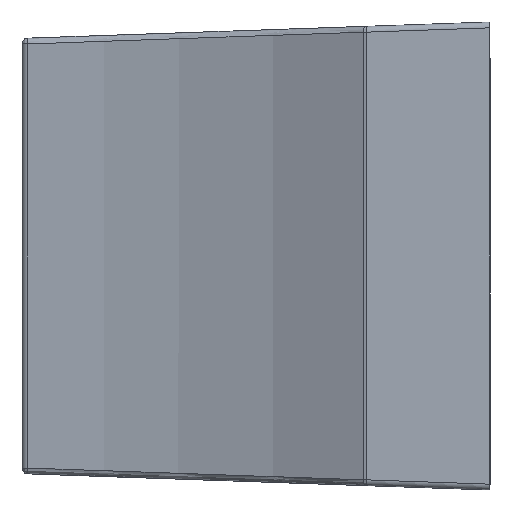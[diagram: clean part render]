
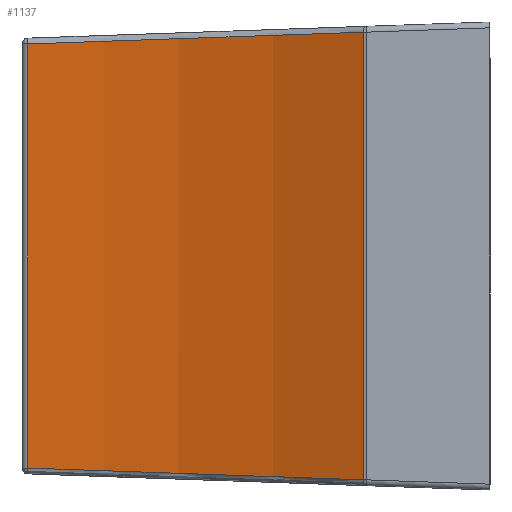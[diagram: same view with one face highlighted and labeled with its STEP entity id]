
A CAD part, left-side view. The second image highlights one B-rep face of the part: STEP entity #1137.
In plain terms, the highlighted cylindrical face has radius 20.5 mm (diameter 41 mm), a partial arc.
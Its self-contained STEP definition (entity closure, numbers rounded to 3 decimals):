
#494 = VERTEX_POINT('',#495);
#495 = CARTESIAN_POINT('',(-4.866,3.248,
    -5.739));
#547 = EDGE_CURVE('',#494,#548,#550,.T.);
#548 = VERTEX_POINT('',#549);
#549 = CARTESIAN_POINT('',(-2.506,11.857,
    -5.436));
#550 = ( BOUNDED_CURVE() B_SPLINE_CURVE(3,(#551,#552,#553,#554,#555,#556
    ,#557,#558,#559,#560,#561,#562,#563,#564,#565),.UNSPECIFIED.,.F.,.F.
) B_SPLINE_CURVE_WITH_KNOTS((4,1,1,1,1,1,1,1,1,1,1,1,4),(0.,
    0.114,0.215,0.308,0.395,
    0.48,0.564,0.648,0.733,
    0.819,0.907,0.998,1.),.UNSPECIFIED.) 
CURVE() GEOMETRIC_REPRESENTATION_ITEM() RATIONAL_B_SPLINE_CURVE((
    1.171,1.171,1.171,1.171,
    1.171,1.171,1.171,1.171,
    1.171,1.171,1.171,1.171,
1.171,1.171,1.171)) REPRESENTATION_ITEM('') );
#551 = CARTESIAN_POINT('',(-4.866,3.248,
    -5.739));
#552 = CARTESIAN_POINT('',(-4.706,3.551,
    -5.728));
#553 = CARTESIAN_POINT('',(-4.418,4.129,
    -5.708));
#554 = CARTESIAN_POINT('',(-4.046,4.974,
    -5.678));
#555 = CARTESIAN_POINT('',(-3.74,5.758,
    -5.651));
#556 = CARTESIAN_POINT('',(-3.481,6.508,
    -5.624));
#557 = CARTESIAN_POINT('',(-3.257,7.245,
    -5.598));
#558 = CARTESIAN_POINT('',(-3.063,7.98,
    -5.572));
#559 = CARTESIAN_POINT('',(-2.897,8.72,
    -5.546));
#560 = CARTESIAN_POINT('',(-2.757,9.472,
    -5.52));
#561 = CARTESIAN_POINT('',(-2.643,10.24,
    -5.493));
#562 = CARTESIAN_POINT('',(-2.557,11.032,
    -5.465));
#563 = CARTESIAN_POINT('',(-2.52,11.574,
    -5.446));
#564 = CARTESIAN_POINT('',(-2.507,11.852,
    -5.436));
#565 = CARTESIAN_POINT('',(-2.506,11.857,
    -5.436));
#1137 = ADVANCED_FACE('',(#1138),#1166,.F.);
#1138 = FACE_BOUND('',#1139,.F.);
#1139 = EDGE_LOOP('',(#1140,#1148,#1149,#1157));
#1140 = ORIENTED_EDGE('',*,*,#1141,.F.);
#1141 = EDGE_CURVE('',#494,#1142,#1144,.T.);
#1142 = VERTEX_POINT('',#1143);
#1143 = CARTESIAN_POINT('',(-4.866,3.248,5.739)
  );
#1144 = LINE('',#1145,#1146);
#1145 = CARTESIAN_POINT('',(-4.866,3.248,0.));
#1146 = VECTOR('',#1147,1.);
#1147 = DIRECTION('',(0.,0.,1.));
#1148 = ORIENTED_EDGE('',*,*,#547,.T.);
#1149 = ORIENTED_EDGE('',*,*,#1150,.F.);
#1150 = EDGE_CURVE('',#1151,#548,#1153,.T.);
#1151 = VERTEX_POINT('',#1152);
#1152 = CARTESIAN_POINT('',(-2.506,11.857,
    5.436));
#1153 = LINE('',#1154,#1155);
#1154 = CARTESIAN_POINT('',(-2.506,11.857,0.));
#1155 = VECTOR('',#1156,1.);
#1156 = DIRECTION('',(-0.,-0.,-1.));
#1157 = ORIENTED_EDGE('',*,*,#1158,.F.);
#1158 = EDGE_CURVE('',#1142,#1151,#1159,.T.);
#1159 = B_SPLINE_CURVE_WITH_KNOTS('',3,(#1160,#1161,#1162,#1163,#1164,
    #1165),.UNSPECIFIED.,.F.,.F.,(4,2,4),(0.,0.5,1.),.UNSPECIFIED.);
#1160 = CARTESIAN_POINT('',(-4.866,3.248,5.739)
  );
#1161 = CARTESIAN_POINT('',(-4.164,4.574,
    5.692));
#1162 = CARTESIAN_POINT('',(-3.609,5.976,
    5.643));
#1163 = CARTESIAN_POINT('',(-2.816,8.869,
    5.541));
#1164 = CARTESIAN_POINT('',(-2.578,10.359,
    5.489));
#1165 = CARTESIAN_POINT('',(-2.506,11.857,
    5.436));
#1166 = CYLINDRICAL_SURFACE('',#1167,20.5);
#1167 = AXIS2_PLACEMENT_3D('',#1168,#1169,#1170);
#1168 = CARTESIAN_POINT('',(-22.983,12.842,-5.808)
  );
#1169 = DIRECTION('',(0.,0.,1.));
#1170 = DIRECTION('',(1.,0.,0.));
